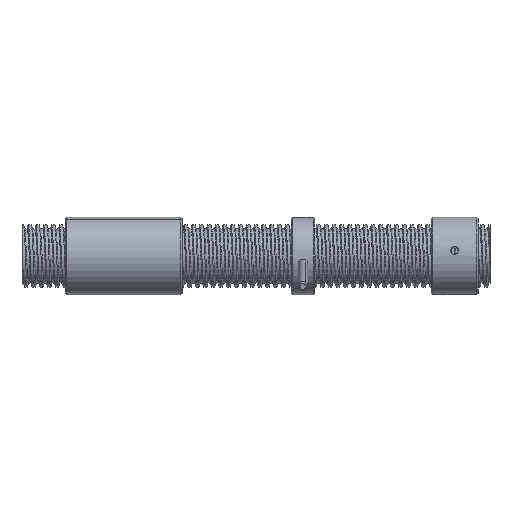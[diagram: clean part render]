
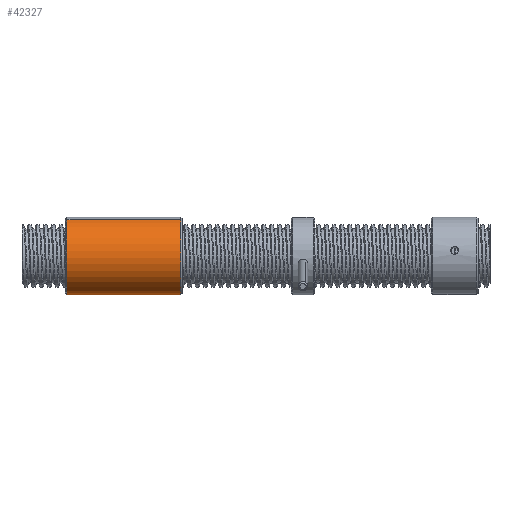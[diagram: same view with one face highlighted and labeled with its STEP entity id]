
A CAD part, left-side view. The second image highlights one B-rep face of the part: STEP entity #42327.
In plain terms, the highlighted cylindrical face has radius 50 mm (diameter 100 mm), a partial arc.
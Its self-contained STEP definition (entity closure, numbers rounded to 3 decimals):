
#560 = CARTESIAN_POINT ( 'NONE',  ( 0., 148., -50. ) ) ;
#1928 = EDGE_CURVE ( 'NONE', #26693, #20624, #34998, .T. ) ;
#2139 = AXIS2_PLACEMENT_3D ( 'NONE', #17194, #40941, #20617 ) ;
#4446 = EDGE_CURVE ( 'NONE', #40498, #18358, #43937, .T. ) ;
#5964 = EDGE_LOOP ( 'NONE', ( #19517, #36718, #18860, #14009 ) ) ;
#8668 = DIRECTION ( 'NONE',  ( 0., -1., 0. ) ) ;
#11733 = CIRCLE ( 'NONE', #2139, 50. ) ;
#13625 = DIRECTION ( 'NONE',  ( 0., -1., 0. ) ) ;
#13718 = FACE_OUTER_BOUND ( 'NONE', #5964, .T. ) ;
#13880 = DIRECTION ( 'NONE',  ( 0., -1., 0. ) ) ;
#14009 = ORIENTED_EDGE ( 'NONE', *, *, #30483, .T. ) ;
#17194 = CARTESIAN_POINT ( 'NONE',  ( 0., 2., 0. ) ) ;
#18358 = VERTEX_POINT ( 'NONE', #37530 ) ;
#18394 = AXIS2_PLACEMENT_3D ( 'NONE', #33949, #13625, #37352 ) ;
#18860 = ORIENTED_EDGE ( 'NONE', *, *, #4446, .T. ) ;
#19014 = VECTOR ( 'NONE', #8668, 1000. ) ;
#19517 = ORIENTED_EDGE ( 'NONE', *, *, #1928, .F. ) ;
#20617 = DIRECTION ( 'NONE',  ( 0., 0., -1. ) ) ;
#20624 = VERTEX_POINT ( 'NONE', #36188 ) ;
#25947 = VECTOR ( 'NONE', #13880, 1000. ) ;
#26035 = DIRECTION ( 'NONE',  ( 0., -1., 0. ) ) ;
#26693 = VERTEX_POINT ( 'NONE', #39936 ) ;
#29162 = CIRCLE ( 'NONE', #18394, 50. ) ;
#29316 = AXIS2_PLACEMENT_3D ( 'NONE', #39543, #26035, #29461 ) ;
#29461 = DIRECTION ( 'NONE',  ( 0., 0., -1. ) ) ;
#30483 = EDGE_CURVE ( 'NONE', #18358, #20624, #11733, .T. ) ;
#32420 = CARTESIAN_POINT ( 'NONE',  ( 0., 0., -50. ) ) ;
#33949 = CARTESIAN_POINT ( 'NONE',  ( 0., 148., 0. ) ) ;
#34194 = CARTESIAN_POINT ( 'NONE',  ( 0., 0., 50. ) ) ;
#34462 = EDGE_CURVE ( 'NONE', #26693, #40498, #29162, .T. ) ;
#34998 = LINE ( 'NONE', #34194, #25947 ) ;
#36188 = CARTESIAN_POINT ( 'NONE',  ( 0., 2., 50. ) ) ;
#36718 = ORIENTED_EDGE ( 'NONE', *, *, #34462, .T. ) ;
#37352 = DIRECTION ( 'NONE',  ( 0., 0., 1. ) ) ;
#37530 = CARTESIAN_POINT ( 'NONE',  ( 0., 2., -50. ) ) ;
#39543 = CARTESIAN_POINT ( 'NONE',  ( 0., 0., 0. ) ) ;
#39698 = CYLINDRICAL_SURFACE ( 'NONE', #29316, 50. ) ;
#39936 = CARTESIAN_POINT ( 'NONE',  ( 0., 148., 50. ) ) ;
#40498 = VERTEX_POINT ( 'NONE', #560 ) ;
#40941 = DIRECTION ( 'NONE',  ( 0., 1., 0. ) ) ;
#42327 = ADVANCED_FACE ( 'NONE', ( #13718 ), #39698, .T. ) ;
#43937 = LINE ( 'NONE', #32420, #19014 ) ;
